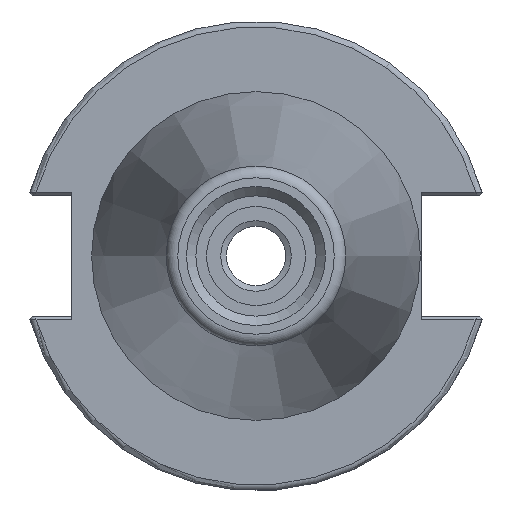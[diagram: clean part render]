
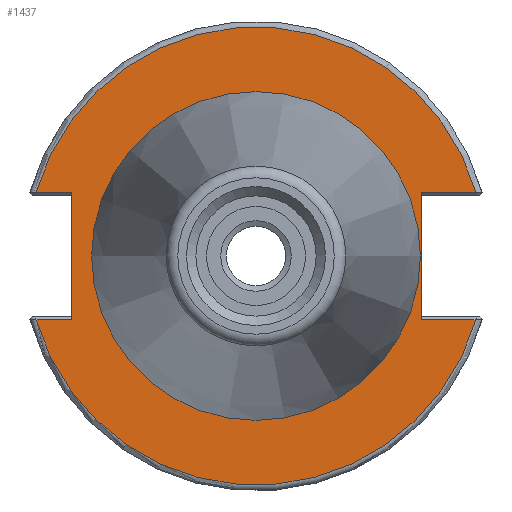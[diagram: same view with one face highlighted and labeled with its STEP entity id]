
A CAD part, left-side view. The second image highlights one B-rep face of the part: STEP entity #1437.
In plain terms, the highlighted planar face has unit normal (-1, 0, 0).
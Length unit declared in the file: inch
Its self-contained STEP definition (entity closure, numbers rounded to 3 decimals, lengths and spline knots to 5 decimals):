
#123=LINE('',#2071,#243);
#124=LINE('',#2073,#244);
#125=LINE('',#2077,#245);
#126=LINE('',#2079,#246);
#127=LINE('',#2081,#247);
#128=LINE('',#2084,#248);
#243=VECTOR('',#1728,0.12159);
#244=VECTOR('',#1729,0.29091);
#245=VECTOR('',#1732,0.19091);
#246=VECTOR('',#1733,0.67625);
#247=VECTOR('',#1734,0.19091);
#248=VECTOR('',#1737,0.29091);
#368=FACE_BOUND('',#475,.T.);
#385=FACE_OUTER_BOUND('',#474,.T.);
#474=EDGE_LOOP('',(#1002,#1003,#1004,#1005,#1006,#1007,#1008,#1009));
#475=EDGE_LOOP('',(#1010));
#569=CIRCLE('',#1564,0.86);
#570=CIRCLE('',#1566,1.21875);
#571=CIRCLE('',#1567,1.21875);
#612=VERTEX_POINT('',#2065);
#613=VERTEX_POINT('',#2069);
#614=VERTEX_POINT('',#2070);
#615=VERTEX_POINT('',#2072);
#616=VERTEX_POINT('',#2074);
#617=VERTEX_POINT('',#2076);
#618=VERTEX_POINT('',#2078);
#619=VERTEX_POINT('',#2080);
#620=VERTEX_POINT('',#2082);
#761=EDGE_CURVE('',#612,#612,#569,.T.);
#762=EDGE_CURVE('',#613,#614,#123,.T.);
#763=EDGE_CURVE('',#614,#615,#124,.T.);
#764=EDGE_CURVE('',#616,#615,#570,.T.);
#765=EDGE_CURVE('',#617,#616,#125,.T.);
#766=EDGE_CURVE('',#618,#617,#126,.T.);
#767=EDGE_CURVE('',#619,#618,#127,.T.);
#768=EDGE_CURVE('',#620,#619,#571,.T.);
#769=EDGE_CURVE('',#620,#613,#128,.T.);
#1002=ORIENTED_EDGE('',*,*,#762,.T.);
#1003=ORIENTED_EDGE('',*,*,#763,.T.);
#1004=ORIENTED_EDGE('',*,*,#764,.F.);
#1005=ORIENTED_EDGE('',*,*,#765,.F.);
#1006=ORIENTED_EDGE('',*,*,#766,.F.);
#1007=ORIENTED_EDGE('',*,*,#767,.F.);
#1008=ORIENTED_EDGE('',*,*,#768,.F.);
#1009=ORIENTED_EDGE('',*,*,#769,.T.);
#1010=ORIENTED_EDGE('',*,*,#761,.F.);
#1395=PLANE('',#1565);
#1437=ADVANCED_FACE('',(#385,#368),#1395,.T.);
#1564=AXIS2_PLACEMENT_3D('',#2067,#1724,#1725);
#1565=AXIS2_PLACEMENT_3D('',#2068,#1726,#1727);
#1566=AXIS2_PLACEMENT_3D('',#2075,#1730,#1731);
#1567=AXIS2_PLACEMENT_3D('',#2083,#1735,#1736);
#1724=DIRECTION('center_axis',(-1.,0.,0.));
#1725=DIRECTION('ref_axis',(0.,0.,1.));
#1726=DIRECTION('center_axis',(-1.,0.,0.));
#1727=DIRECTION('ref_axis',(0.,0.,1.));
#1728=DIRECTION('',(0.,0.,1.));
#1729=DIRECTION('',(0.,-1.,0.));
#1730=DIRECTION('center_axis',(1.,0.,0.));
#1731=DIRECTION('ref_axis',(0.,0.,1.));
#1732=DIRECTION('',(0.,1.,0.));
#1733=DIRECTION('',(0.,0.,1.));
#1734=DIRECTION('',(0.,-1.,0.));
#1735=DIRECTION('center_axis',(1.,0.,0.));
#1736=DIRECTION('ref_axis',(0.,0.,-1.));
#1737=DIRECTION('',(0.,1.,0.));
#2065=CARTESIAN_POINT('',(0.125,0.,-0.86));
#2067=CARTESIAN_POINT('Origin',(0.125,0.,0.));
#2068=CARTESIAN_POINT('Origin',(0.125,-0.875,0.));
#2069=CARTESIAN_POINT('',(0.125,-0.88,-0.33813));
#2070=CARTESIAN_POINT('',(0.125,-0.88,0.33813));
#2071=CARTESIAN_POINT('',(0.125,-0.88,0.));
#2072=CARTESIAN_POINT('',(0.125,-1.17091,0.33813));
#2073=CARTESIAN_POINT('',(0.125,-0.9025,0.33813));
#2074=CARTESIAN_POINT('',(0.125,1.17091,0.33813));
#2075=CARTESIAN_POINT('Origin',(0.125,0.,0.));
#2076=CARTESIAN_POINT('',(0.125,0.98,0.33813));
#2077=CARTESIAN_POINT('',(0.125,0.0275,0.33813));
#2078=CARTESIAN_POINT('',(0.125,0.98,-0.33813));
#2079=CARTESIAN_POINT('',(0.125,0.98,-0.33813));
#2080=CARTESIAN_POINT('',(0.125,1.17091,-0.33813));
#2081=CARTESIAN_POINT('',(0.125,0.2775,-0.33813));
#2082=CARTESIAN_POINT('',(0.125,-1.17091,-0.33813));
#2083=CARTESIAN_POINT('Origin',(0.125,0.,0.));
#2084=CARTESIAN_POINT('',(0.125,-0.9025,-0.33813));
